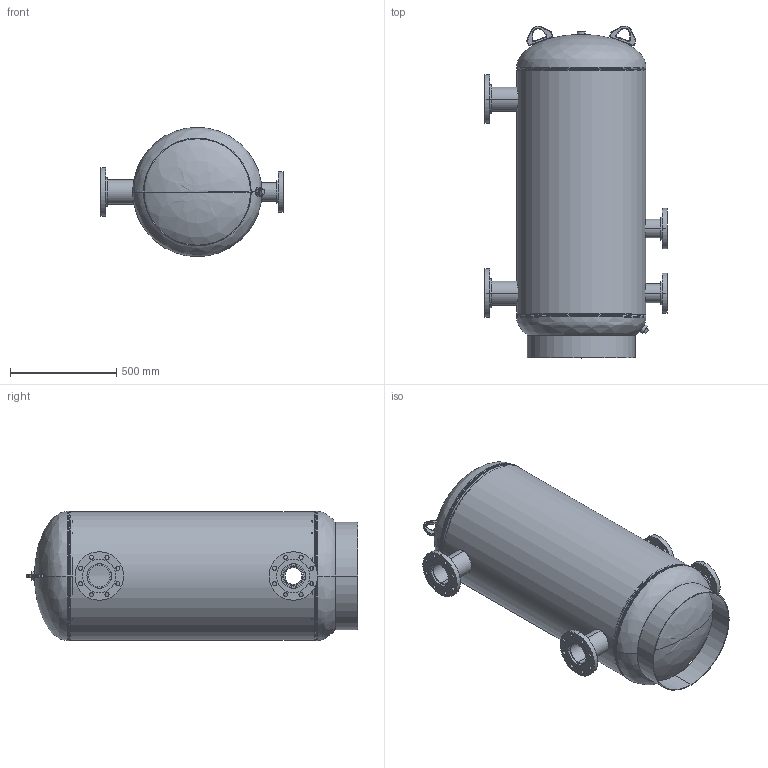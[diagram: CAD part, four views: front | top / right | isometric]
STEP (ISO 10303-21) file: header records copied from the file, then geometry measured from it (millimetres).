
FILE_DESCRIPTION (( 'STEP AP203' ), '1' );
FILE_NAME ('HBT-120-34.STEP', '2021-03-16T12:57:50', ( '' ), ( '' ), 'SwSTEP 2.0', 'SolidWorks 2021', '' );
FILE_SCHEMA (( 'CONFIG_CONTROL_DESIGN' ));
Length unit declared in the file: inch
Products named in the file (15): 9200140; 9500050; 55A0513_default; 9301090_6.5; HBT-120-34; 9500040; PLUGS_9500150; 55Q0526; SORF FLANGES ASME B16.5_3 150# SA-105; 99B1748; 55A0649_default; SORF FLANGES ASME B16.5_4 150# SA-105; 9400542; 9301080_4.125
Assembly tree (17 placements, depth 3):
  HBT-120-34
    99B1748
    9200140
    9200140
    9500040
    9500050
    55A0649_default  x2
      9301080_4.125
      SORF FLANGES ASME B16.5_3 150# SA-105
    55A0513_default  x2
      9301090_6.5
      SORF FLANGES ASME B16.5_4 150# SA-105
    PLUGS_9500150
    9400542  x2
    55Q0526
Bounding box: 861.24 x 1564.33 x 609.6 mm (x, y, z)
Volume: 14260558.3 mm3; surface area: 7234399.7 mm2
Topology: 17 solids, 17 shells, 373 faces, 862 edges, 528 vertices
Faces by surface type: cylinder 198, plane 71, torus 64, cone 24, bspline 16
Full cylindrical faces by diameter (mm): 600.1 x1, 606.45 x1
Entity records: 14713 total; most frequent: CARTESIAN_POINT 7114, DIRECTION 1360, ORIENTED_EDGE 1148, AXIS2_PLACEMENT_3D 581, EDGE_CURVE 574, VERTEX_POINT 352, CIRCLE 324, EDGE_LOOP 306
